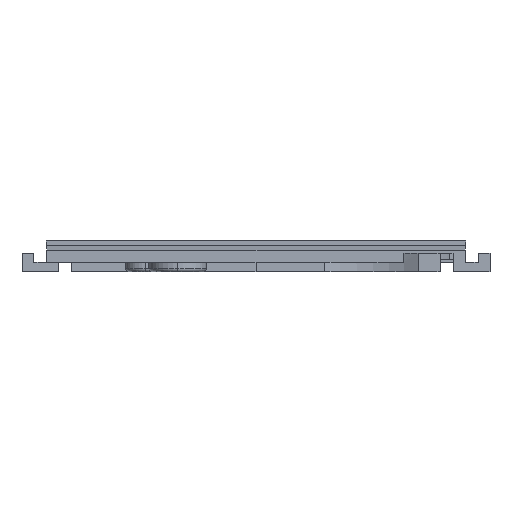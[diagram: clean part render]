
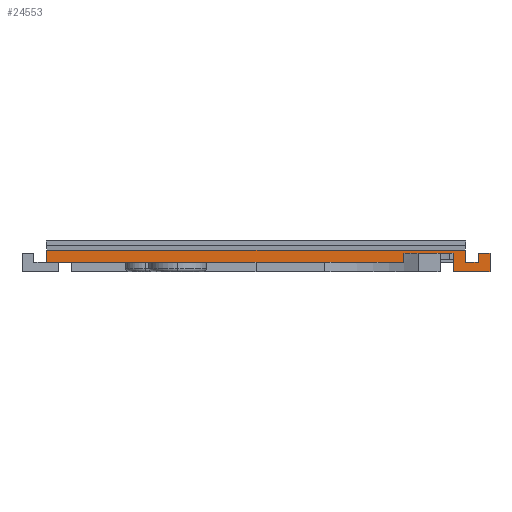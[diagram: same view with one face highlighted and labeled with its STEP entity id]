
A CAD part, left-side view. The second image highlights one B-rep face of the part: STEP entity #24553.
In plain terms, the highlighted planar face has unit normal (-1, 0, 0).
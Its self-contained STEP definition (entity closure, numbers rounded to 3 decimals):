
#370 = ORIENTED_EDGE ( 'NONE', *, *, #11202, .F. ) ;
#639 = LINE ( 'NONE', #9422, #1608 ) ;
#876 = EDGE_CURVE ( 'NONE', #5149, #16094, #14704, .T. ) ;
#1033 = VECTOR ( 'NONE', #19268, 1000. ) ;
#1608 = VECTOR ( 'NONE', #22563, 1000. ) ;
#1659 = CARTESIAN_POINT ( 'NONE',  ( -34., -32., 3. ) ) ;
#1835 = EDGE_LOOP ( 'NONE', ( #4705, #7269, #14907, #11013, #22823, #18638, #15244, #6260, #17810, #27646, #370, #9549, #6280 ) ) ;
#2389 = EDGE_CURVE ( 'NONE', #14173, #23394, #21755, .T. ) ;
#2503 = DIRECTION ( 'NONE',  ( 0., -1., 0. ) ) ;
#2765 = VERTEX_POINT ( 'NONE', #15663 ) ;
#3113 = VERTEX_POINT ( 'NONE', #10996 ) ;
#3129 = EDGE_CURVE ( 'NONE', #2765, #14173, #20736, .T. ) ;
#3132 = CARTESIAN_POINT ( 'NONE',  ( -34., -32., 0. ) ) ;
#3882 = DIRECTION ( 'NONE',  ( 0., 0., -1. ) ) ;
#4596 = CARTESIAN_POINT ( 'NONE',  ( -34., -34., 1.5 ) ) ;
#4705 = ORIENTED_EDGE ( 'NONE', *, *, #12048, .F. ) ;
#4716 = LINE ( 'NONE', #23532, #1033 ) ;
#5149 = VERTEX_POINT ( 'NONE', #5434 ) ;
#5434 = CARTESIAN_POINT ( 'NONE',  ( -34., -36.1, 3. ) ) ;
#6103 = EDGE_CURVE ( 'NONE', #16094, #18389, #27096, .T. ) ;
#6260 = ORIENTED_EDGE ( 'NONE', *, *, #16701, .T. ) ;
#6280 = ORIENTED_EDGE ( 'NONE', *, *, #6103, .T. ) ;
#6662 = VECTOR ( 'NONE', #25019, 1000. ) ;
#7269 = ORIENTED_EDGE ( 'NONE', *, *, #10601, .T. ) ;
#7347 = LINE ( 'NONE', #9888, #6662 ) ;
#7360 = CARTESIAN_POINT ( 'NONE',  ( -34., -32., 0. ) ) ;
#8035 = DIRECTION ( 'NONE',  ( 1., 0., 0. ) ) ;
#8298 = CARTESIAN_POINT ( 'NONE',  ( -34., -34., 3.5 ) ) ;
#8956 = VECTOR ( 'NONE', #10021, 1000. ) ;
#9133 = CARTESIAN_POINT ( 'NONE',  ( -34., 0., 1.5 ) ) ;
#9422 = CARTESIAN_POINT ( 'NONE',  ( -34., -38., 3. ) ) ;
#9466 = VERTEX_POINT ( 'NONE', #3132 ) ;
#9549 = ORIENTED_EDGE ( 'NONE', *, *, #876, .T. ) ;
#9754 = VERTEX_POINT ( 'NONE', #9133 ) ;
#9888 = CARTESIAN_POINT ( 'NONE',  ( -34., -38., -11.662 ) ) ;
#10021 = DIRECTION ( 'NONE',  ( 0., 0., -1. ) ) ;
#10081 = DIRECTION ( 'NONE',  ( 0., 1., 0. ) ) ;
#10298 = EDGE_CURVE ( 'NONE', #9754, #2765, #11757, .T. ) ;
#10601 = EDGE_CURVE ( 'NONE', #26175, #20558, #16788, .T. ) ;
#10676 = EDGE_CURVE ( 'NONE', #13644, #3113, #7347, .T. ) ;
#10996 = CARTESIAN_POINT ( 'NONE',  ( -34., -38., 3. ) ) ;
#11013 = ORIENTED_EDGE ( 'NONE', *, *, #22405, .F. ) ;
#11090 = CARTESIAN_POINT ( 'NONE',  ( -34., -29.9, 5. ) ) ;
#11202 = EDGE_CURVE ( 'NONE', #5149, #3113, #639, .T. ) ;
#11757 = LINE ( 'NONE', #20521, #27989 ) ;
#12048 = EDGE_CURVE ( 'NONE', #26175, #18389, #16117, .T. ) ;
#12167 = CARTESIAN_POINT ( 'NONE',  ( -34., 34., 5. ) ) ;
#12187 = CARTESIAN_POINT ( 'NONE',  ( -34., -36.1, 13.179 ) ) ;
#12266 = CARTESIAN_POINT ( 'NONE',  ( -34., -36.1, 1.5 ) ) ;
#12642 = CARTESIAN_POINT ( 'NONE',  ( -34., 34., 5. ) ) ;
#13076 = VECTOR ( 'NONE', #26676, 1000. ) ;
#13116 = CARTESIAN_POINT ( 'NONE',  ( -34., -34., 3.5 ) ) ;
#13367 = LINE ( 'NONE', #12642, #17764 ) ;
#13644 = VERTEX_POINT ( 'NONE', #19799 ) ;
#13755 = VECTOR ( 'NONE', #20770, 1000. ) ;
#14160 = VECTOR ( 'NONE', #10081, 1000. ) ;
#14173 = VERTEX_POINT ( 'NONE', #18052 ) ;
#14400 = EDGE_CURVE ( 'NONE', #20558, #24222, #13367, .T. ) ;
#14546 = CARTESIAN_POINT ( 'NONE',  ( -34., 34., 3.5 ) ) ;
#14704 = LINE ( 'NONE', #12187, #8956 ) ;
#14907 = ORIENTED_EDGE ( 'NONE', *, *, #14400, .T. ) ;
#15115 = CARTESIAN_POINT ( 'NONE',  ( -34., 34., 3. ) ) ;
#15203 = CARTESIAN_POINT ( 'NONE',  ( -34., 34., 1.5 ) ) ;
#15244 = ORIENTED_EDGE ( 'NONE', *, *, #2389, .T. ) ;
#15663 = CARTESIAN_POINT ( 'NONE',  ( -34., -29.9, 1.5 ) ) ;
#16094 = VERTEX_POINT ( 'NONE', #12266 ) ;
#16117 = LINE ( 'NONE', #24579, #13076 ) ;
#16242 = VECTOR ( 'NONE', #23425, 1000. ) ;
#16337 = DIRECTION ( 'NONE',  ( 0., -1., 0. ) ) ;
#16345 = VECTOR ( 'NONE', #21025, 1000. ) ;
#16701 = EDGE_CURVE ( 'NONE', #23394, #9466, #19724, .T. ) ;
#16788 = LINE ( 'NONE', #8298, #13755 ) ;
#17764 = VECTOR ( 'NONE', #3882, 1000. ) ;
#17810 = ORIENTED_EDGE ( 'NONE', *, *, #22625, .F. ) ;
#18043 = VECTOR ( 'NONE', #2503, 1000. ) ;
#18052 = CARTESIAN_POINT ( 'NONE',  ( -34., -29.9, 3. ) ) ;
#18389 = VERTEX_POINT ( 'NONE', #4596 ) ;
#18638 = ORIENTED_EDGE ( 'NONE', *, *, #3129, .T. ) ;
#18860 = CARTESIAN_POINT ( 'NONE',  ( -34., -32., 5. ) ) ;
#19268 = DIRECTION ( 'NONE',  ( 0., 1., 0. ) ) ;
#19724 = LINE ( 'NONE', #18860, #16345 ) ;
#19799 = CARTESIAN_POINT ( 'NONE',  ( -34., -38., 0. ) ) ;
#20521 = CARTESIAN_POINT ( 'NONE',  ( -34., -24., 1.5 ) ) ;
#20558 = VERTEX_POINT ( 'NONE', #14546 ) ;
#20736 = LINE ( 'NONE', #11090, #22774 ) ;
#20770 = DIRECTION ( 'NONE',  ( 0., 1., 0. ) ) ;
#20969 = PLANE ( 'NONE',  #22133 ) ;
#21025 = DIRECTION ( 'NONE',  ( 0., 0., -1. ) ) ;
#21755 = LINE ( 'NONE', #15115, #18043 ) ;
#22133 = AXIS2_PLACEMENT_3D ( 'NONE', #12167, #8035, #23144 ) ;
#22405 = EDGE_CURVE ( 'NONE', #9754, #24222, #4716, .T. ) ;
#22563 = DIRECTION ( 'NONE',  ( 0., -1., 0. ) ) ;
#22625 = EDGE_CURVE ( 'NONE', #13644, #9466, #27366, .T. ) ;
#22774 = VECTOR ( 'NONE', #26241, 1000. ) ;
#22823 = ORIENTED_EDGE ( 'NONE', *, *, #10298, .T. ) ;
#23144 = DIRECTION ( 'NONE',  ( 0., 1., 0. ) ) ;
#23394 = VERTEX_POINT ( 'NONE', #1659 ) ;
#23425 = DIRECTION ( 'NONE',  ( 0., 1., 0. ) ) ;
#23532 = CARTESIAN_POINT ( 'NONE',  ( -34., 34., 1.5 ) ) ;
#24222 = VERTEX_POINT ( 'NONE', #15203 ) ;
#24553 = ADVANCED_FACE ( 'NONE', ( #24939 ), #20969, .F. ) ;
#24579 = CARTESIAN_POINT ( 'NONE',  ( -34., -34., 5. ) ) ;
#24939 = FACE_OUTER_BOUND ( 'NONE', #1835, .T. ) ;
#25019 = DIRECTION ( 'NONE',  ( 0., 0., 1. ) ) ;
#25512 = CARTESIAN_POINT ( 'NONE',  ( -34., -32., 1.5 ) ) ;
#26175 = VERTEX_POINT ( 'NONE', #13116 ) ;
#26241 = DIRECTION ( 'NONE',  ( 0., 0., 1. ) ) ;
#26676 = DIRECTION ( 'NONE',  ( 0., 0., -1. ) ) ;
#27096 = LINE ( 'NONE', #25512, #16242 ) ;
#27366 = LINE ( 'NONE', #7360, #14160 ) ;
#27646 = ORIENTED_EDGE ( 'NONE', *, *, #10676, .T. ) ;
#27989 = VECTOR ( 'NONE', #16337, 1000. ) ;
